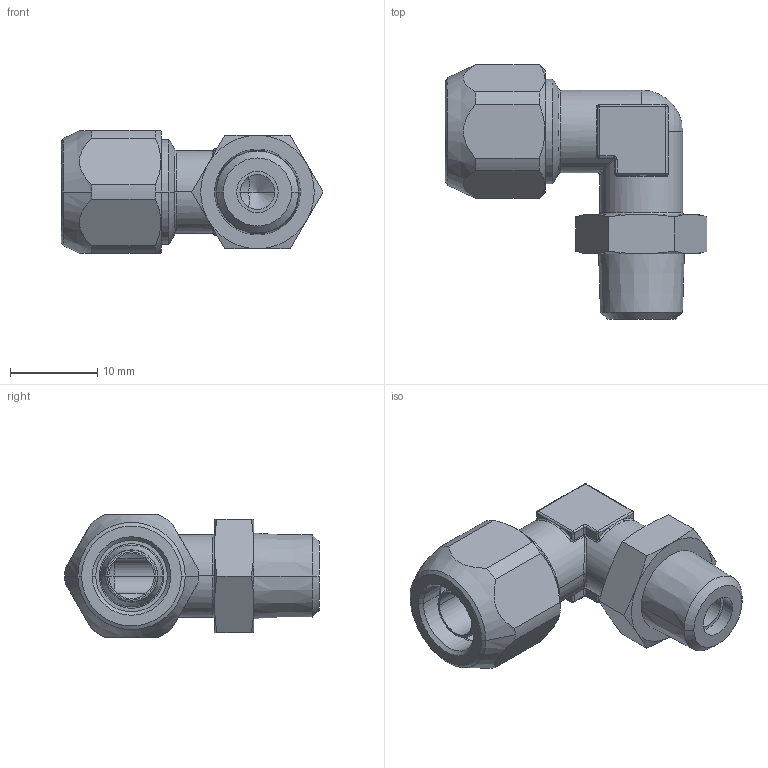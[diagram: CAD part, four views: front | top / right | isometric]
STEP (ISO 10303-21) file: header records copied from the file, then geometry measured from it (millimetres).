
FILE_DESCRIPTION(( 'CX.15.08.18.stp' ), '1');
FILE_NAME( 'CX.15.08.18.stp', '2018-08-24T14:34:42',( 'Sopra'),('sopra-pneumatic.com'), 'SwSTEP 2.0','SolidWorks 2009','' );
FILE_SCHEMA(('CONFIG_CONTROL_DESIGN'));
Length unit declared in the file: millimetre
Products named in the file (1): 361220B_130X4-8-6-1-8KFF
Bounding box: 30.01 x 29.15 x 14 mm (x, y, z)
Volume: 3491.5 mm3; surface area: 3006.8 mm2
Topology: 1 solids, 1 shells, 195 faces, 434 edges, 244 vertices
Faces by surface type: cylinder 56, cone 44, plane 38, torus 28, bspline 16, sphere 13
Entity records: 6640 total; most frequent: CARTESIAN_POINT 2378, DIRECTION 934, ORIENTED_EDGE 862, EDGE_CURVE 431, AXIS2_PLACEMENT_3D 400, VERTEX_POINT 244, CIRCLE 221, EDGE_LOOP 203
